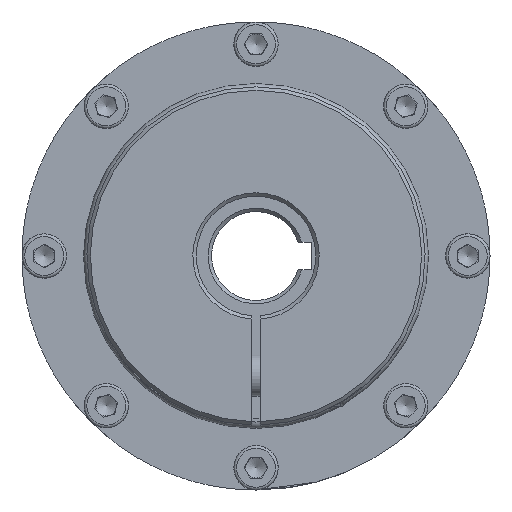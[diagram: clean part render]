
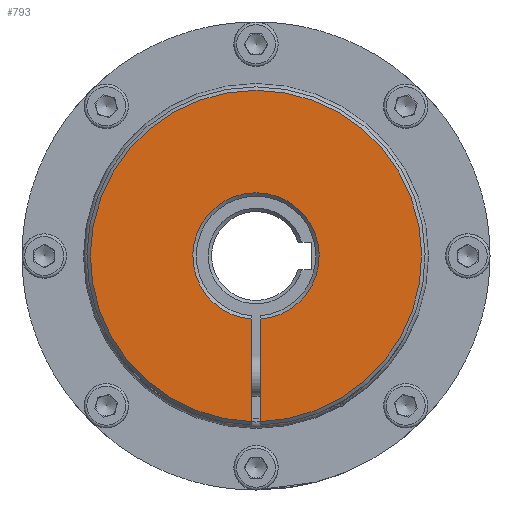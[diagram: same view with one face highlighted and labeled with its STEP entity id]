
A CAD part, left-side view. The second image highlights one B-rep face of the part: STEP entity #793.
In plain terms, the highlighted planar face has unit normal (-1, 0, 0).
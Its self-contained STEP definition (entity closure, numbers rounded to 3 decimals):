
#793 = ADVANCED_FACE( '', ( #1953 ), #1954, .T. );
#1953 = FACE_OUTER_BOUND( '', #3569, .T. );
#1954 = PLANE( '', #3570 );
#3569 = EDGE_LOOP( '', ( #5913, #5914, #5915, #5916 ) );
#3570 = AXIS2_PLACEMENT_3D( '', #5917, #5918, #5919 );
#5913 = ORIENTED_EDGE( '', *, *, #8256, .T. );
#5914 = ORIENTED_EDGE( '', *, *, #8853, .T. );
#5915 = ORIENTED_EDGE( '', *, *, #8854, .T. );
#5916 = ORIENTED_EDGE( '', *, *, #8855, .T. );
#5917 = CARTESIAN_POINT( '', ( -82.5, 0., 12.5 ) );
#5918 = DIRECTION( '', ( -1., 0., 0. ) );
#5919 = DIRECTION( '', ( 0., 0., 1. ) );
#8256 = EDGE_CURVE( '', #9659, #9657, #9660, .T. );
#8853 = EDGE_CURVE( '', #9657, #10632, #10633, .T. );
#8854 = EDGE_CURVE( '', #10632, #10634, #10635, .T. );
#8855 = EDGE_CURVE( '', #10634, #9659, #10636, .T. );
#9657 = VERTEX_POINT( '', #11673 );
#9659 = VERTEX_POINT( '', #11675 );
#9660 = LINE( '', #11676, #11677 );
#10632 = VERTEX_POINT( '', #14162 );
#10633 = CIRCLE( '', #14163, 18.5 );
#10634 = VERTEX_POINT( '', #14164 );
#10635 = LINE( '', #14165, #14166 );
#10636 = CIRCLE( '', #14167, 48.5 );
#11673 = CARTESIAN_POINT( '', ( -82.5, 1.2, -18.461 ) );
#11675 = CARTESIAN_POINT( '', ( -82.5, 1.2, -48.485 ) );
#11676 = CARTESIAN_POINT( '', ( -82.5, 1.2, -5. ) );
#11677 = VECTOR( '', #15994, 1000. );
#14162 = CARTESIAN_POINT( '', ( -82.5, -1.2, -18.461 ) );
#14163 = AXIS2_PLACEMENT_3D( '', #16755, #16756, #16757 );
#14164 = CARTESIAN_POINT( '', ( -82.5, -1.2, -48.485 ) );
#14165 = CARTESIAN_POINT( '', ( -82.5, -1.2, -5. ) );
#14166 = VECTOR( '', #16758, 1000. );
#14167 = AXIS2_PLACEMENT_3D( '', #16759, #16760, #16761 );
#15994 = DIRECTION( '', ( 0., 0., 1. ) );
#16755 = CARTESIAN_POINT( '', ( -82.5, 0., 0. ) );
#16756 = DIRECTION( '', ( 1., 0., 0. ) );
#16757 = DIRECTION( '', ( 0., 0., 1. ) );
#16758 = DIRECTION( '', ( 0., 0., -1. ) );
#16759 = CARTESIAN_POINT( '', ( -82.5, 0., 0. ) );
#16760 = DIRECTION( '', ( -1., 0., 0. ) );
#16761 = DIRECTION( '', ( 0., 0., 1. ) );
